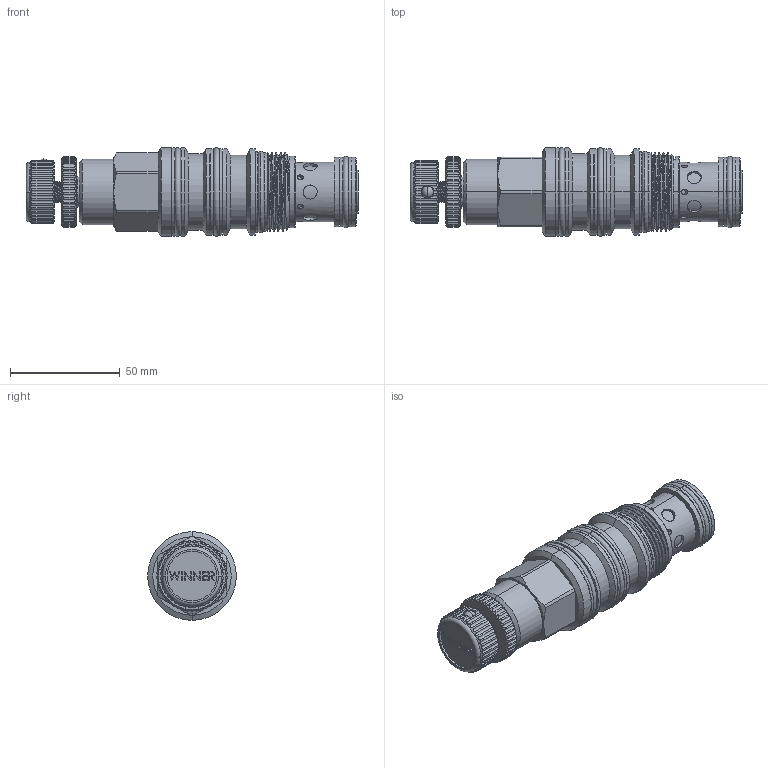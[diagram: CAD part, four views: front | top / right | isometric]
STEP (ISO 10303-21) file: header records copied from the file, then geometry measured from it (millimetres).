
FILE_DESCRIPTION (( 'STEP AP203' ), '1' );
FILE_NAME ('CW23A4A(4C)-K.STEP', '2021-06-28T05:34:32', ( '' ), ( '' ), 'SwSTEP 2.0', 'SolidWorks 2018', '' );
FILE_SCHEMA (( 'CONFIG_CONTROL_DESIGN' ));
Length unit declared in the file: millimetre
Products named in the file (1): CW23A4A(4C)-K
Bounding box: 151.45 x 40.46 x 40.46 mm (x, y, z)
Volume: 125819 mm3; surface area: 30599.9 mm2
Topology: 4 solids, 5 shells, 606 faces, 1557 edges, 1009 vertices
Faces by surface type: cylinder 390, plane 133, cone 48, torus 16, bspline 15, sphere 4
Entity records: 29449 total; most frequent: CARTESIAN_POINT 15190, ORIENTED_EDGE 3110, DIRECTION 2764, EDGE_CURVE 1555, AXIS2_PLACEMENT_3D 1059, VERTEX_POINT 1008, EDGE_LOOP 661, LINE 646
